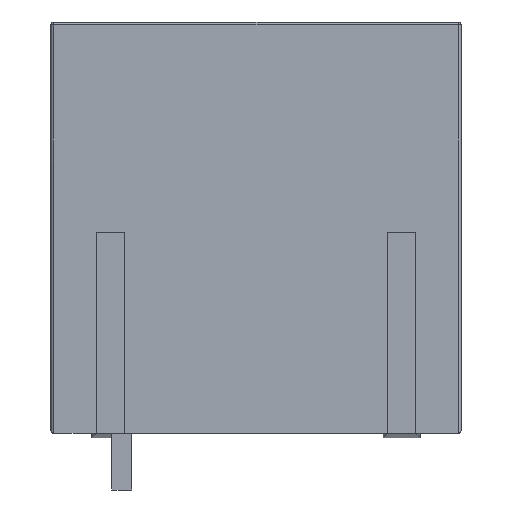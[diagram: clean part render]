
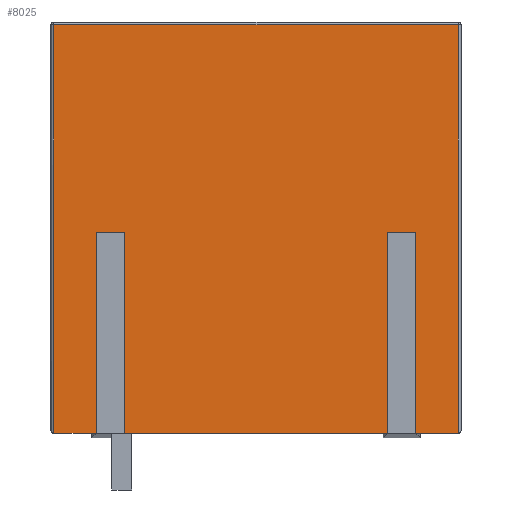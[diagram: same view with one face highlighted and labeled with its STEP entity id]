
A CAD part, left-side view. The second image highlights one B-rep face of the part: STEP entity #8025.
In plain terms, the highlighted planar face has unit normal (-1, 0, 0).
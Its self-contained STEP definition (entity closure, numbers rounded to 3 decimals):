
#7 = CARTESIAN_POINT ( 'NONE',  ( -10., 5.65, 7.12 ) ) ;
#284 = DIRECTION ( 'NONE',  ( 0., -1., 0. ) ) ;
#365 = ORIENTED_EDGE ( 'NONE', *, *, #6242, .T. ) ;
#431 = DIRECTION ( 'NONE',  ( 0., 1., 0. ) ) ;
#444 = LINE ( 'NONE', #2923, #7341 ) ;
#760 = ORIENTED_EDGE ( 'NONE', *, *, #880, .F. ) ;
#880 = EDGE_CURVE ( 'NONE', #1520, #1633, #1269, .T. ) ;
#1030 = LINE ( 'NONE', #7652, #6880 ) ;
#1047 = CARTESIAN_POINT ( 'NONE',  ( -10., 4.65, 0. ) ) ;
#1091 = VECTOR ( 'NONE', #4722, 1000. ) ;
#1101 = EDGE_LOOP ( 'NONE', ( #760, #3942, #1254, #7725, #8077, #3591, #2498, #365, #7262, #8393, #1682, #5096 ) ) ;
#1220 = FACE_OUTER_BOUND ( 'NONE', #1101, .T. ) ;
#1243 = CARTESIAN_POINT ( 'NONE',  ( -10., -7.15, 14.55 ) ) ;
#1254 = ORIENTED_EDGE ( 'NONE', *, *, #4550, .T. ) ;
#1269 = LINE ( 'NONE', #7676, #5123 ) ;
#1420 = CARTESIAN_POINT ( 'NONE',  ( -10., 7.25, 0. ) ) ;
#1444 = VECTOR ( 'NONE', #7205, 1000. ) ;
#1520 = VERTEX_POINT ( 'NONE', #1708 ) ;
#1534 = EDGE_CURVE ( 'NONE', #3118, #7545, #1030, .T. ) ;
#1558 = CARTESIAN_POINT ( 'NONE',  ( -10., 5.65, 0. ) ) ;
#1581 = CARTESIAN_POINT ( 'NONE',  ( -10., -5.65, 0. ) ) ;
#1633 = VERTEX_POINT ( 'NONE', #7 ) ;
#1644 = VERTEX_POINT ( 'NONE', #3846 ) ;
#1682 = ORIENTED_EDGE ( 'NONE', *, *, #4857, .T. ) ;
#1708 = CARTESIAN_POINT ( 'NONE',  ( -10., 4.65, 7.12 ) ) ;
#1812 = EDGE_CURVE ( 'NONE', #7311, #3118, #4060, .T. ) ;
#1900 = VERTEX_POINT ( 'NONE', #4904 ) ;
#1986 = EDGE_CURVE ( 'NONE', #7873, #1520, #5141, .T. ) ;
#2130 = VECTOR ( 'NONE', #6730, 1000. ) ;
#2144 = CARTESIAN_POINT ( 'NONE',  ( -10., 7.15, 14.45 ) ) ;
#2207 = CARTESIAN_POINT ( 'NONE',  ( -10., -4.65, 7.12 ) ) ;
#2484 = EDGE_CURVE ( 'NONE', #7311, #1900, #444, .T. ) ;
#2498 = ORIENTED_EDGE ( 'NONE', *, *, #2484, .T. ) ;
#2706 = VERTEX_POINT ( 'NONE', #7312 ) ;
#2808 = EDGE_CURVE ( 'NONE', #1633, #3832, #4795, .T. ) ;
#2879 = LINE ( 'NONE', #5370, #5884 ) ;
#2920 = VECTOR ( 'NONE', #6648, 1000. ) ;
#2923 = CARTESIAN_POINT ( 'NONE',  ( -10., 7.25, 0. ) ) ;
#3118 = VERTEX_POINT ( 'NONE', #5943 ) ;
#3169 = PLANE ( 'NONE',  #5735 ) ;
#3277 = LINE ( 'NONE', #1243, #8034 ) ;
#3338 = EDGE_CURVE ( 'NONE', #1644, #8126, #7320, .T. ) ;
#3413 = DIRECTION ( 'NONE',  ( 0., 0., 1. ) ) ;
#3519 = VECTOR ( 'NONE', #4835, 1000. ) ;
#3591 = ORIENTED_EDGE ( 'NONE', *, *, #1812, .F. ) ;
#3668 = EDGE_CURVE ( 'NONE', #7545, #6543, #2879, .T. ) ;
#3832 = VERTEX_POINT ( 'NONE', #6224 ) ;
#3846 = CARTESIAN_POINT ( 'NONE',  ( -10., -7.15, 14.45 ) ) ;
#3942 = ORIENTED_EDGE ( 'NONE', *, *, #1986, .F. ) ;
#4044 = CARTESIAN_POINT ( 'NONE',  ( -10., 7.25, 14.45 ) ) ;
#4060 = LINE ( 'NONE', #1581, #5691 ) ;
#4513 = DIRECTION ( 'NONE',  ( 0., 1., 0. ) ) ;
#4550 = EDGE_CURVE ( 'NONE', #7873, #6543, #7529, .T. ) ;
#4661 = LINE ( 'NONE', #1420, #2920 ) ;
#4691 = CARTESIAN_POINT ( 'NONE',  ( -10., 4.65, 0. ) ) ;
#4722 = DIRECTION ( 'NONE',  ( 0., 1., 0. ) ) ;
#4795 = LINE ( 'NONE', #1558, #1444 ) ;
#4798 = CARTESIAN_POINT ( 'NONE',  ( -10., 7.25, 0. ) ) ;
#4835 = DIRECTION ( 'NONE',  ( 0., -1., 0. ) ) ;
#4857 = EDGE_CURVE ( 'NONE', #2706, #3832, #4661, .T. ) ;
#4904 = CARTESIAN_POINT ( 'NONE',  ( -10., -7.15, 0. ) ) ;
#4920 = CARTESIAN_POINT ( 'NONE',  ( -10., 7.25, 14.55 ) ) ;
#5096 = ORIENTED_EDGE ( 'NONE', *, *, #2808, .F. ) ;
#5123 = VECTOR ( 'NONE', #4513, 1000. ) ;
#5141 = LINE ( 'NONE', #4691, #2130 ) ;
#5370 = CARTESIAN_POINT ( 'NONE',  ( -10., -4.65, 0. ) ) ;
#5461 = DIRECTION ( 'NONE',  ( 0., 0., -1. ) ) ;
#5691 = VECTOR ( 'NONE', #3413, 1000. ) ;
#5735 = AXIS2_PLACEMENT_3D ( 'NONE', #4920, #7787, #6488 ) ;
#5763 = LINE ( 'NONE', #7713, #7933 ) ;
#5803 = DIRECTION ( 'NONE',  ( 0., 0., -1. ) ) ;
#5884 = VECTOR ( 'NONE', #5461, 1000. ) ;
#5943 = CARTESIAN_POINT ( 'NONE',  ( -10., -5.65, 7.12 ) ) ;
#5991 = DIRECTION ( 'NONE',  ( 0., 0., 1. ) ) ;
#6093 = CARTESIAN_POINT ( 'NONE',  ( -10., -5.65, 0. ) ) ;
#6224 = CARTESIAN_POINT ( 'NONE',  ( -10., 5.65, 0. ) ) ;
#6242 = EDGE_CURVE ( 'NONE', #1900, #1644, #3277, .T. ) ;
#6488 = DIRECTION ( 'NONE',  ( 0., 0., -1. ) ) ;
#6543 = VERTEX_POINT ( 'NONE', #8360 ) ;
#6648 = DIRECTION ( 'NONE',  ( 0., -1., 0. ) ) ;
#6730 = DIRECTION ( 'NONE',  ( 0., 0., 1. ) ) ;
#6880 = VECTOR ( 'NONE', #431, 1000. ) ;
#7205 = DIRECTION ( 'NONE',  ( 0., 0., -1. ) ) ;
#7262 = ORIENTED_EDGE ( 'NONE', *, *, #3338, .T. ) ;
#7311 = VERTEX_POINT ( 'NONE', #6093 ) ;
#7312 = CARTESIAN_POINT ( 'NONE',  ( -10., 7.15, 0. ) ) ;
#7320 = LINE ( 'NONE', #4044, #1091 ) ;
#7341 = VECTOR ( 'NONE', #284, 1000. ) ;
#7529 = LINE ( 'NONE', #4798, #3519 ) ;
#7545 = VERTEX_POINT ( 'NONE', #2207 ) ;
#7652 = CARTESIAN_POINT ( 'NONE',  ( -10., -4.65, 7.12 ) ) ;
#7654 = EDGE_CURVE ( 'NONE', #8126, #2706, #5763, .T. ) ;
#7676 = CARTESIAN_POINT ( 'NONE',  ( -10., 5.65, 7.12 ) ) ;
#7713 = CARTESIAN_POINT ( 'NONE',  ( -10., 7.15, 14.55 ) ) ;
#7725 = ORIENTED_EDGE ( 'NONE', *, *, #3668, .F. ) ;
#7787 = DIRECTION ( 'NONE',  ( 1., 0., 0. ) ) ;
#7873 = VERTEX_POINT ( 'NONE', #1047 ) ;
#7933 = VECTOR ( 'NONE', #5803, 1000. ) ;
#8025 = ADVANCED_FACE ( 'NONE', ( #1220 ), #3169, .F. ) ;
#8034 = VECTOR ( 'NONE', #5991, 1000. ) ;
#8077 = ORIENTED_EDGE ( 'NONE', *, *, #1534, .F. ) ;
#8126 = VERTEX_POINT ( 'NONE', #2144 ) ;
#8360 = CARTESIAN_POINT ( 'NONE',  ( -10., -4.65, 0. ) ) ;
#8393 = ORIENTED_EDGE ( 'NONE', *, *, #7654, .T. ) ;
